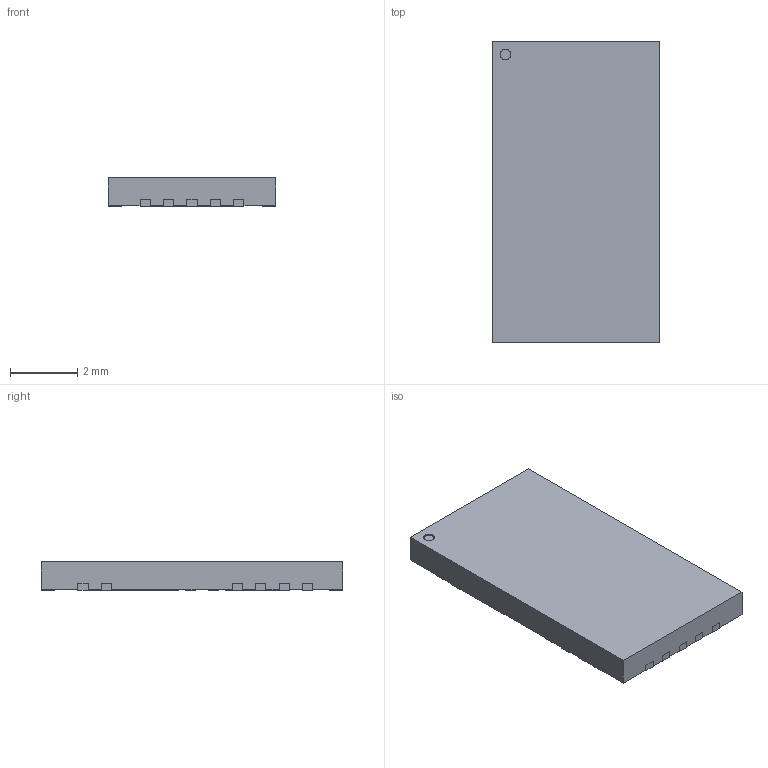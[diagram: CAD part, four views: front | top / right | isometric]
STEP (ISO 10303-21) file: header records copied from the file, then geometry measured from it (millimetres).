
FILE_DESCRIPTION(('STEP AP214'),'1');
FILE_NAME('Y52M_3D.step','2023-03-01T06:44:18',(' '),('ANSOFT Corporation'),'Spatial InterOp 3D',' ',' ');
FILE_SCHEMA(('AUTOMOTIVE_DESIGN { 1 0 10303 214 1 1 1 1 }'));
Length unit declared in the file: millimetre
Products named in the file (1): LF_1
Bounding box: 5 x 9 x 0.85 mm (x, y, z)
Volume: 37.6 mm3; surface area: 155.6 mm2
Topology: 26 solids, 26 shells, 355 faces, 900 edges, 600 vertices
Faces by surface type: plane 261, cylinder 94
Entity records: 13806 total; most frequent: CARTESIAN_POINT 1881, DIRECTION 1850, ORIENTED_EDGE 1800, EDGE_CURVE 900, LINE 712, VECTOR 712, VERTEX_POINT 600, AXIS2_PLACEMENT_3D 569
